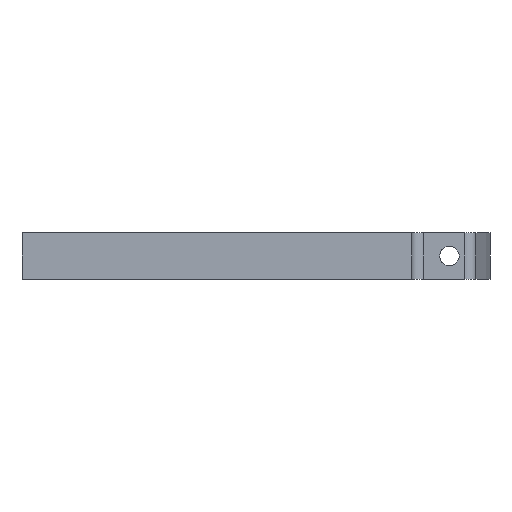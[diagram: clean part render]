
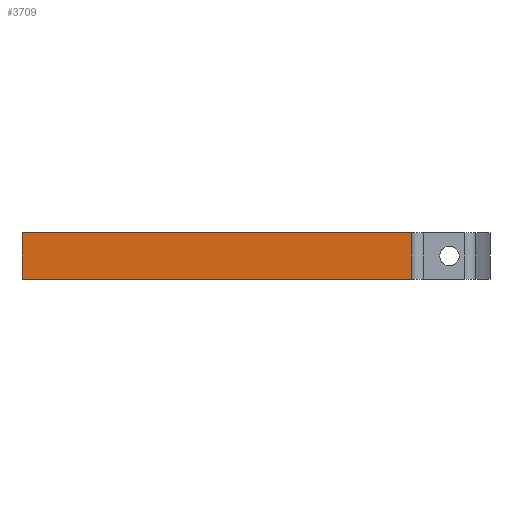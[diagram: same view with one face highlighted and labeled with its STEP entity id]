
A CAD part, left-side view. The second image highlights one B-rep face of the part: STEP entity #3709.
In plain terms, the highlighted planar face has unit normal (-1, 0, 0).
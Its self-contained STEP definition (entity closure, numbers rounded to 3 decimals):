
#166 = LINE ( 'NONE', #2854, #182 ) ;
#182 = VECTOR ( 'NONE', #968, 1000. ) ;
#241 = ORIENTED_EDGE ( 'NONE', *, *, #4021, .T. ) ;
#296 = CARTESIAN_POINT ( 'NONE',  ( -50., 50., 12. ) ) ;
#309 = VERTEX_POINT ( 'NONE', #2620 ) ;
#358 = DIRECTION ( 'NONE',  ( 0., 0., -1. ) ) ;
#418 = VECTOR ( 'NONE', #508, 1000. ) ;
#461 = VERTEX_POINT ( 'NONE', #3129 ) ;
#508 = DIRECTION ( 'NONE',  ( 0., 0., -1. ) ) ;
#968 = DIRECTION ( 'NONE',  ( 0., 1., 0. ) ) ;
#1081 = VERTEX_POINT ( 'NONE', #1681 ) ;
#1197 = AXIS2_PLACEMENT_3D ( 'NONE', #1668, #3758, #4470 ) ;
#1206 = CARTESIAN_POINT ( 'NONE',  ( -50., 50., 12. ) ) ;
#1668 = CARTESIAN_POINT ( 'NONE',  ( -50., 0., 12. ) ) ;
#1681 = CARTESIAN_POINT ( 'NONE',  ( -50., -50., 0. ) ) ;
#1711 = CARTESIAN_POINT ( 'NONE',  ( -50., 0., 0. ) ) ;
#1996 = EDGE_CURVE ( 'NONE', #1081, #309, #4484, .T. ) ;
#2123 = EDGE_CURVE ( 'NONE', #461, #1081, #5013, .T. ) ;
#2432 = EDGE_LOOP ( 'NONE', ( #4259, #5106, #241, #3263 ) ) ;
#2445 = VECTOR ( 'NONE', #358, 1000. ) ;
#2505 = FACE_OUTER_BOUND ( 'NONE', #2432, .T. ) ;
#2615 = VECTOR ( 'NONE', #4938, 1000. ) ;
#2620 = CARTESIAN_POINT ( 'NONE',  ( -50., 50., 0. ) ) ;
#2854 = CARTESIAN_POINT ( 'NONE',  ( -50., 0., 12. ) ) ;
#3129 = CARTESIAN_POINT ( 'NONE',  ( -50., -50., 12. ) ) ;
#3263 = ORIENTED_EDGE ( 'NONE', *, *, #4263, .T. ) ;
#3272 = PLANE ( 'NONE',  #1197 ) ;
#3709 = ADVANCED_FACE ( 'NONE', ( #2505 ), #3272, .T. ) ;
#3758 = DIRECTION ( 'NONE',  ( -1., 0., 0. ) ) ;
#3977 = LINE ( 'NONE', #1206, #2445 ) ;
#4021 = EDGE_CURVE ( 'NONE', #461, #4928, #166, .T. ) ;
#4124 = CARTESIAN_POINT ( 'NONE',  ( -50., -50., 12. ) ) ;
#4259 = ORIENTED_EDGE ( 'NONE', *, *, #1996, .F. ) ;
#4263 = EDGE_CURVE ( 'NONE', #4928, #309, #3977, .T. ) ;
#4470 = DIRECTION ( 'NONE',  ( 0., -1., 0. ) ) ;
#4484 = LINE ( 'NONE', #1711, #2615 ) ;
#4928 = VERTEX_POINT ( 'NONE', #296 ) ;
#4938 = DIRECTION ( 'NONE',  ( 0., 1., 0. ) ) ;
#5013 = LINE ( 'NONE', #4124, #418 ) ;
#5106 = ORIENTED_EDGE ( 'NONE', *, *, #2123, .F. ) ;
